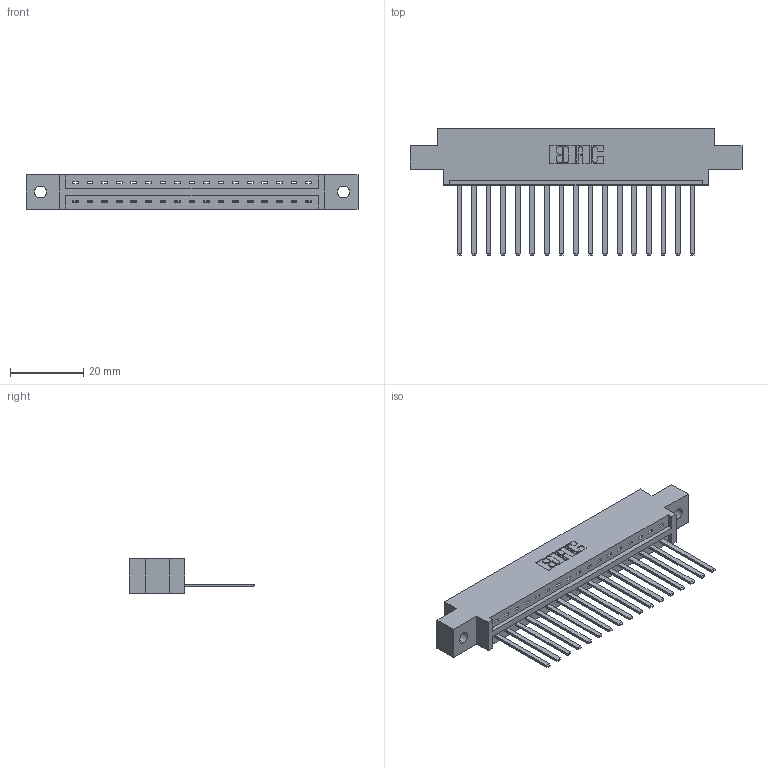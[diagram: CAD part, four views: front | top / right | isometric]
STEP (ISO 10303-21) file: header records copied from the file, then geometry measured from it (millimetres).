
FILE_DESCRIPTION (( 'STEP AP203' ), '1' );
FILE_NAME ('337-017-544-602.STEP', '2018-08-04T22:28:01', ( '' ), ( '' ), 'SwSTEP 2.0', 'SolidWorks 2016', '' );
FILE_SCHEMA (( 'CONFIG_CONTROL_DESIGN' ));
Length unit declared in the file: inch
Products named in the file (3): 337 Part_0.170 Offset - 0.128 Dia; 345-292-001_345-293-144; 337-017-544-602
Assembly tree (18 placements, depth 2):
  337-017-544-602
    337 Part_0.170 Offset - 0.128 Dia
    345-292-001_345-293-144  x17
Bounding box: 90.37 x 34.3 x 9.4 mm (x, y, z)
Volume: 9122.6 mm3; surface area: 9762.4 mm2
Topology: 18 solids, 18 shells, 1070 faces, 3213 edges, 2118 vertices
Faces by surface type: plane 788, cylinder 282
Entity records: 15821 total; most frequent: CARTESIAN_POINT 2761, ORIENTED_EDGE 2714, DIRECTION 2371, EDGE_CURVE 1357, LINE 1233, VECTOR 1233, VERTEX_POINT 902, AXIS2_PLACEMENT_3D 569
